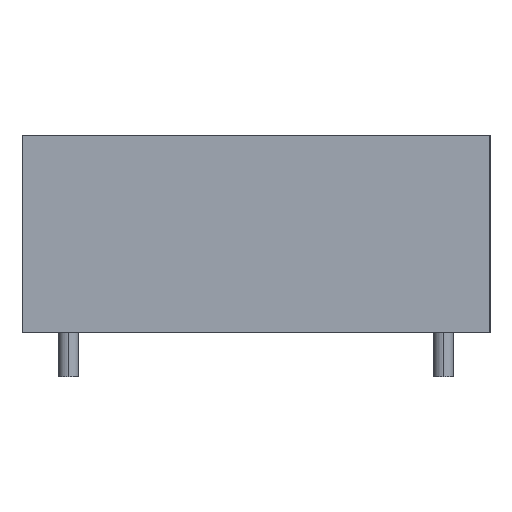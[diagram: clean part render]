
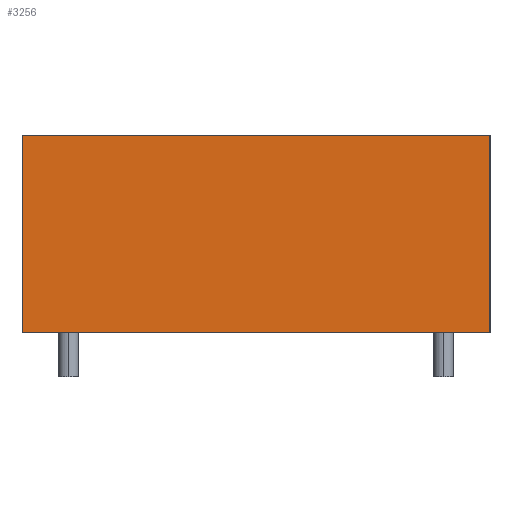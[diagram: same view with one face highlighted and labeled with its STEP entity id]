
A CAD part, left-side view. The second image highlights one B-rep face of the part: STEP entity #3256.
In plain terms, the highlighted planar face has unit normal (-1, 0, 0).
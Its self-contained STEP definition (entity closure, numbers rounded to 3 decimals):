
#124 = CARTESIAN_POINT ( 'NONE',  ( 0., 0., 0. ) ) ;
#131 = CARTESIAN_POINT ( 'NONE',  ( 0., 19., 0. ) ) ;
#273 = EDGE_LOOP ( 'NONE', ( #3464, #3458, #3461, #3457 ) ) ;
#416 = VERTEX_POINT ( 'NONE', #2155 ) ;
#419 = VERTEX_POINT ( 'NONE', #2154 ) ;
#939 = FACE_OUTER_BOUND ( 'NONE', #273, .T. ) ;
#1400 = LINE ( 'NONE', #4386, #5046 ) ;
#1415 = LINE ( 'NONE', #4135, #5060 ) ;
#1432 = LINE ( 'NONE', #4462, #5100 ) ;
#1436 = LINE ( 'NONE', #4284, #5108 ) ;
#1743 = DIRECTION ( 'NONE',  ( 0., 0., -1. ) ) ;
#1744 = DIRECTION ( 'NONE',  ( 1., 0., 0. ) ) ;
#1745 = CARTESIAN_POINT ( 'NONE',  ( 0., 0., 8. ) ) ;
#1746 = PLANE ( 'NONE',  #4824 ) ;
#2154 = CARTESIAN_POINT ( 'NONE',  ( 0., 0., 8. ) ) ;
#2155 = CARTESIAN_POINT ( 'NONE',  ( 0., 19., 8. ) ) ;
#3256 = ADVANCED_FACE ( 'NONE', ( #939 ), #1746, .F. ) ;
#3457 = ORIENTED_EDGE ( 'NONE', *, *, #3931, .T. ) ;
#3458 = ORIENTED_EDGE ( 'NONE', *, *, #3899, .F. ) ;
#3461 = ORIENTED_EDGE ( 'NONE', *, *, #3938, .F. ) ;
#3464 = ORIENTED_EDGE ( 'NONE', *, *, #3890, .T. ) ;
#3890 = EDGE_CURVE ( 'NONE', #4938, #4937, #1400, .T. ) ;
#3899 = EDGE_CURVE ( 'NONE', #419, #4937, #1415, .T. ) ;
#3931 = EDGE_CURVE ( 'NONE', #416, #4938, #1432, .T. ) ;
#3938 = EDGE_CURVE ( 'NONE', #416, #419, #1436, .T. ) ;
#4135 = CARTESIAN_POINT ( 'NONE',  ( 0., 0., 8. ) ) ;
#4284 = CARTESIAN_POINT ( 'NONE',  ( 0., 0., 8. ) ) ;
#4326 = DIRECTION ( 'NONE',  ( 0., -1., 0. ) ) ;
#4357 = DIRECTION ( 'NONE',  ( 0., 0., -1. ) ) ;
#4369 = DIRECTION ( 'NONE',  ( 0., 0., -1. ) ) ;
#4386 = CARTESIAN_POINT ( 'NONE',  ( 0., 0., 0. ) ) ;
#4462 = CARTESIAN_POINT ( 'NONE',  ( 0., 19., 8. ) ) ;
#4591 = DIRECTION ( 'NONE',  ( 0., -1., 0. ) ) ;
#4824 = AXIS2_PLACEMENT_3D ( 'NONE', #1745, #1744, #1743 ) ;
#4937 = VERTEX_POINT ( 'NONE', #124 ) ;
#4938 = VERTEX_POINT ( 'NONE', #131 ) ;
#5046 = VECTOR ( 'NONE', #4591, 1000. ) ;
#5060 = VECTOR ( 'NONE', #4369, 1000. ) ;
#5100 = VECTOR ( 'NONE', #4357, 1000. ) ;
#5108 = VECTOR ( 'NONE', #4326, 1000. ) ;
